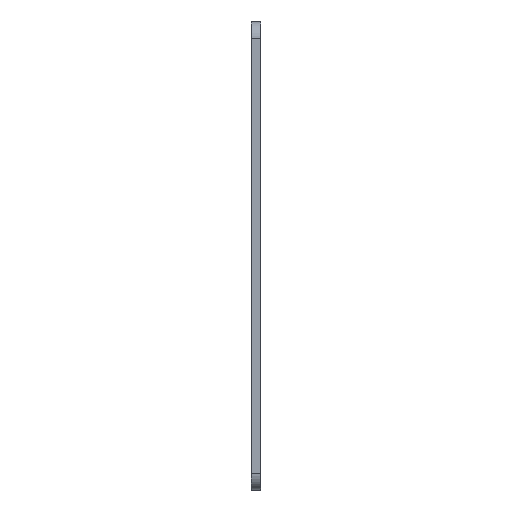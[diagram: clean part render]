
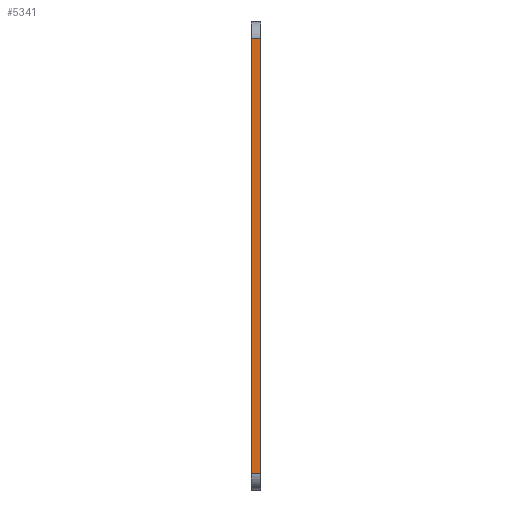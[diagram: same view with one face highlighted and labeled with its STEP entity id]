
A CAD part, left-side view. The second image highlights one B-rep face of the part: STEP entity #5341.
In plain terms, the highlighted planar face has unit normal (-1, 0, 0).
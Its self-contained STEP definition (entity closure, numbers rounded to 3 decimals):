
#285 = VERTEX_POINT ( 'NONE', #5033 ) ;
#622 = ORIENTED_EDGE ( 'NONE', *, *, #4155, .T. ) ;
#706 = DIRECTION ( 'NONE',  ( 0., 0., 1. ) ) ;
#758 = EDGE_LOOP ( 'NONE', ( #5976, #622, #6427, #5470 ) ) ;
#770 = CARTESIAN_POINT ( 'NONE',  ( -144.8, 0., -92.8 ) ) ;
#782 = LINE ( 'NONE', #5121, #1141 ) ;
#1141 = VECTOR ( 'NONE', #1351, 1000. ) ;
#1351 = DIRECTION ( 'NONE',  ( 0., 0., 1. ) ) ;
#1949 = VERTEX_POINT ( 'NONE', #770 ) ;
#2283 = DIRECTION ( 'NONE',  ( 1., 0., 0. ) ) ;
#2316 = CARTESIAN_POINT ( 'NONE',  ( -144.8, 4., -92.8 ) ) ;
#2661 = LINE ( 'NONE', #4197, #6036 ) ;
#2682 = VERTEX_POINT ( 'NONE', #2316 ) ;
#2726 = VERTEX_POINT ( 'NONE', #5592 ) ;
#2817 = CARTESIAN_POINT ( 'NONE',  ( -144.8, 4., -99.8 ) ) ;
#2881 = VECTOR ( 'NONE', #706, 1000. ) ;
#2887 = EDGE_CURVE ( 'NONE', #2682, #1949, #6806, .T. ) ;
#3124 = DIRECTION ( 'NONE',  ( 0., 1., 0. ) ) ;
#3353 = PLANE ( 'NONE',  #7032 ) ;
#3489 = CARTESIAN_POINT ( 'NONE',  ( -144.8, 0., -99.8 ) ) ;
#4002 = EDGE_CURVE ( 'NONE', #2682, #285, #782, .T. ) ;
#4155 = EDGE_CURVE ( 'NONE', #2726, #285, #2661, .T. ) ;
#4197 = CARTESIAN_POINT ( 'NONE',  ( -144.8, 4., 92.8 ) ) ;
#4301 = DIRECTION ( 'NONE',  ( 0., -1., 0. ) ) ;
#4449 = LINE ( 'NONE', #3489, #2881 ) ;
#4459 = DIRECTION ( 'NONE',  ( 0., 0., -1. ) ) ;
#5033 = CARTESIAN_POINT ( 'NONE',  ( -144.8, 4., 92.8 ) ) ;
#5121 = CARTESIAN_POINT ( 'NONE',  ( -144.8, 4., -99.8 ) ) ;
#5152 = CARTESIAN_POINT ( 'NONE',  ( -144.8, 4., -92.8 ) ) ;
#5341 = ADVANCED_FACE ( 'NONE', ( #6242 ), #3353, .F. ) ;
#5396 = VECTOR ( 'NONE', #4301, 1000. ) ;
#5470 = ORIENTED_EDGE ( 'NONE', *, *, #2887, .T. ) ;
#5592 = CARTESIAN_POINT ( 'NONE',  ( -144.8, 0., 92.8 ) ) ;
#5976 = ORIENTED_EDGE ( 'NONE', *, *, #6845, .T. ) ;
#6036 = VECTOR ( 'NONE', #3124, 1000. ) ;
#6242 = FACE_OUTER_BOUND ( 'NONE', #758, .T. ) ;
#6427 = ORIENTED_EDGE ( 'NONE', *, *, #4002, .F. ) ;
#6806 = LINE ( 'NONE', #5152, #5396 ) ;
#6845 = EDGE_CURVE ( 'NONE', #1949, #2726, #4449, .T. ) ;
#7032 = AXIS2_PLACEMENT_3D ( 'NONE', #2817, #2283, #4459 ) ;
